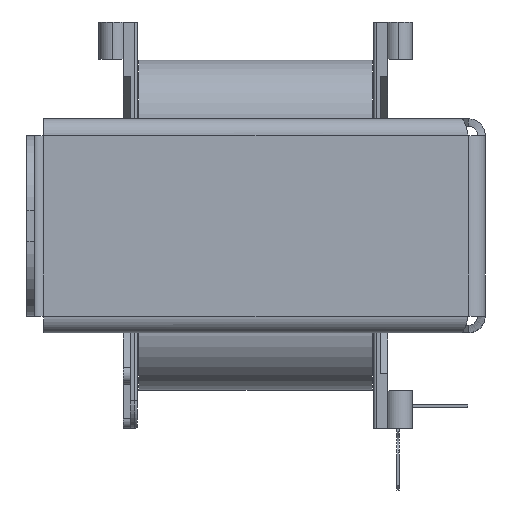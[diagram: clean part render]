
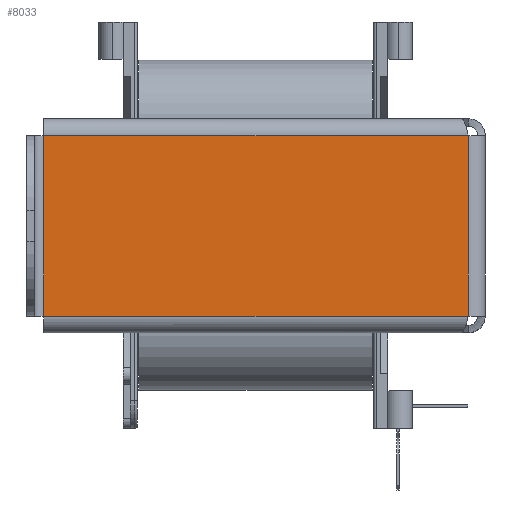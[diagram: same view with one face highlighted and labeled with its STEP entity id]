
A CAD part, left-side view. The second image highlights one B-rep face of the part: STEP entity #8033.
In plain terms, the highlighted face is planar.
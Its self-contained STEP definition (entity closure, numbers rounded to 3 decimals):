
#322 = EDGE_LOOP ( 'NONE', ( #11965, #10031, #10859, #7309 ) ) ;
#432 = DIRECTION ( 'NONE',  ( 0., 0., -1. ) ) ;
#536 = CARTESIAN_POINT ( 'NONE',  ( 30., -0.8, -9.65 ) ) ;
#729 = PLANE ( 'NONE',  #3890 ) ;
#1266 = CARTESIAN_POINT ( 'NONE',  ( 30., -0.8, 9.65 ) ) ;
#1950 = CARTESIAN_POINT ( 'NONE',  ( 30., -46.2, 0. ) ) ;
#2537 = VERTEX_POINT ( 'NONE', #3536 ) ;
#2579 = VECTOR ( 'NONE', #6012, 1000. ) ;
#3536 = CARTESIAN_POINT ( 'NONE',  ( 30., -46.2, 9.65 ) ) ;
#3670 = CARTESIAN_POINT ( 'NONE',  ( 30., -0.8, -9.65 ) ) ;
#3890 = AXIS2_PLACEMENT_3D ( 'NONE', #10429, #6126, #6035 ) ;
#4568 = LINE ( 'NONE', #5178, #5614 ) ;
#4857 = FACE_OUTER_BOUND ( 'NONE', #322, .T. ) ;
#5178 = CARTESIAN_POINT ( 'NONE',  ( 30., 0., 9.65 ) ) ;
#5614 = VECTOR ( 'NONE', #16156, 1000. ) ;
#5713 = VERTEX_POINT ( 'NONE', #3670 ) ;
#6012 = DIRECTION ( 'NONE',  ( 0., 0., -1. ) ) ;
#6035 = DIRECTION ( 'NONE',  ( 0., -1., 0. ) ) ;
#6126 = DIRECTION ( 'NONE',  ( -1., 0., 0. ) ) ;
#7219 = VERTEX_POINT ( 'NONE', #7688 ) ;
#7309 = ORIENTED_EDGE ( 'NONE', *, *, #9914, .T. ) ;
#7688 = CARTESIAN_POINT ( 'NONE',  ( 30., -46.2, -9.65 ) ) ;
#8033 = ADVANCED_FACE ( 'NONE', ( #4857 ), #729, .F. ) ;
#8254 = CARTESIAN_POINT ( 'NONE',  ( 30., 0., -9.65 ) ) ;
#8506 = EDGE_CURVE ( 'NONE', #9341, #2537, #4568, .T. ) ;
#8783 = LINE ( 'NONE', #1950, #14827 ) ;
#9341 = VERTEX_POINT ( 'NONE', #1266 ) ;
#9914 = EDGE_CURVE ( 'NONE', #7219, #5713, #12389, .T. ) ;
#9942 = VECTOR ( 'NONE', #16450, 1000. ) ;
#10010 = EDGE_CURVE ( 'NONE', #2537, #7219, #8783, .T. ) ;
#10031 = ORIENTED_EDGE ( 'NONE', *, *, #8506, .T. ) ;
#10429 = CARTESIAN_POINT ( 'NONE',  ( 30., 0., 0. ) ) ;
#10859 = ORIENTED_EDGE ( 'NONE', *, *, #10010, .T. ) ;
#11965 = ORIENTED_EDGE ( 'NONE', *, *, #13392, .F. ) ;
#12389 = LINE ( 'NONE', #8254, #9942 ) ;
#12846 = LINE ( 'NONE', #536, #2579 ) ;
#13392 = EDGE_CURVE ( 'NONE', #9341, #5713, #12846, .T. ) ;
#14827 = VECTOR ( 'NONE', #432, 1000. ) ;
#16156 = DIRECTION ( 'NONE',  ( 0., -1., 0. ) ) ;
#16450 = DIRECTION ( 'NONE',  ( 0., 1., 0. ) ) ;
